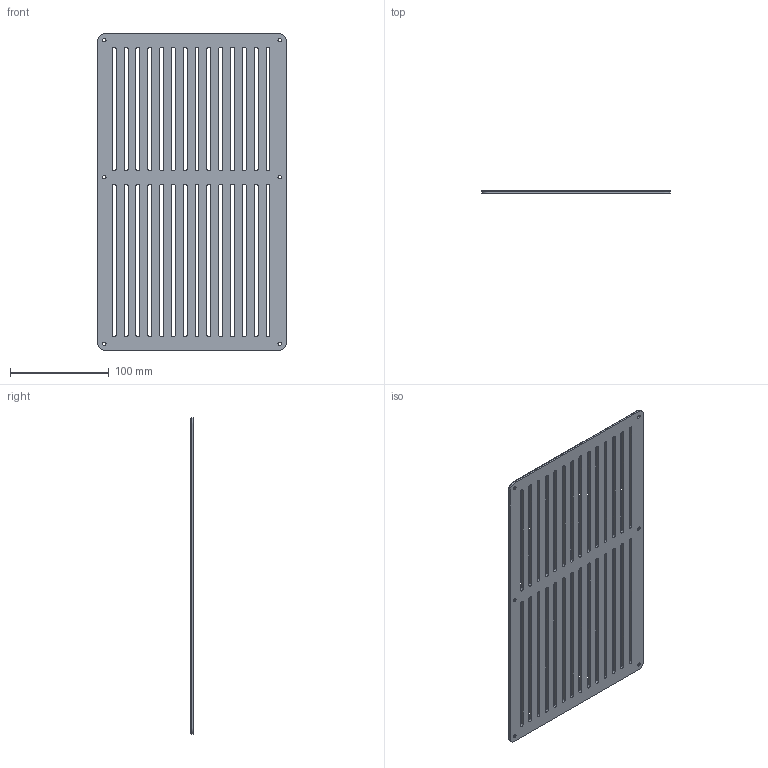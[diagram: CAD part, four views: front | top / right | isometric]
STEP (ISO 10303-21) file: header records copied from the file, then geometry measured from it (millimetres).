
FILE_DESCRIPTION (( 'STEP AP214' ), '1' );
FILE_NAME ('v6 case panel.STEP', '2019-06-17T18:47:25', ( '' ), ( '' ), 'SwSTEP 2.0', 'SolidWorks 2017', '' );
FILE_SCHEMA (( 'AUTOMOTIVE_DESIGN' ));
Length unit declared in the file: millimetre
Products named in the file (1): v6 case panel
Bounding box: 191 x 3 x 321 mm (x, y, z)
Volume: 136556.8 mm3; surface area: 117925.2 mm2
Topology: 1 solids, 1 shells, 182 faces, 520 edges, 340 vertices
Faces by surface type: cylinder 104, plane 62, cone 12, torus 4
Entity records: 6178 total; most frequent: DIRECTION 1110, CARTESIAN_POINT 1043, ORIENTED_EDGE 1040, EDGE_CURVE 520, AXIS2_PLACEMENT_3D 407, VERTEX_POINT 340, LINE 296, VECTOR 296
